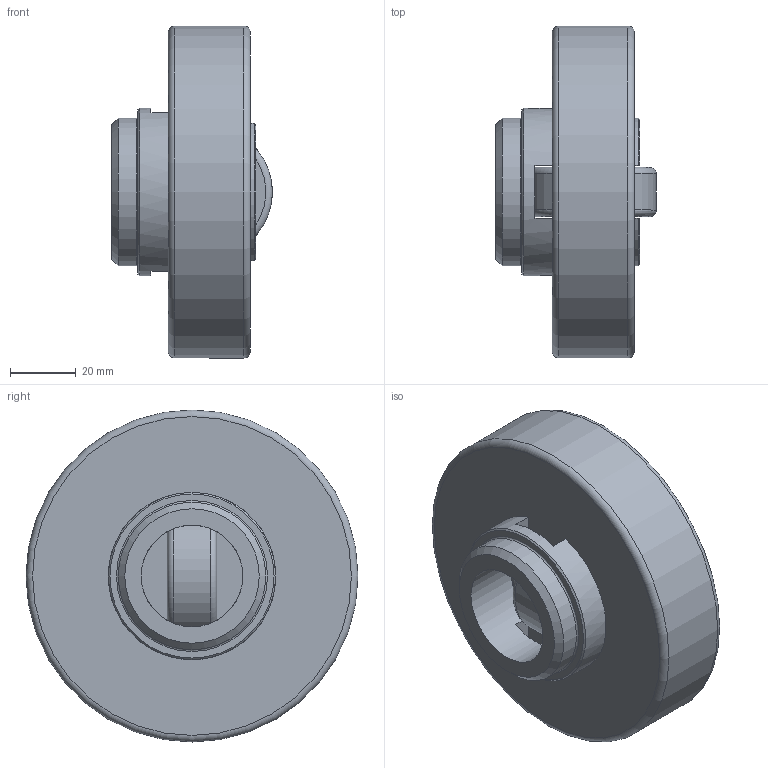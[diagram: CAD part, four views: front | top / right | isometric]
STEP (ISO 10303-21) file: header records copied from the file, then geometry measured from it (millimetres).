
FILE_DESCRIPTION(/* description */ ('-','CAx-IF Rec.Pracs.---Representation and Presentation of Product Manufacturing Information (PMI)---4.0---2014-10-13'),/* implementation_level */ '2;1');
FILE_NAME(/* name */ 'db1b0709-395a-48c9-a46d-4a777b3dc1e3.stp',/* time_stamp */ '2020-04-01T16:04:22+02:00',/* author */ ('-'),/* organization */ ('NTI CADcenter A/S'),/* preprocessor_version */ 'ST-DEVELOPER v18',/* originating_system */ 'Autodesk Inventor 2020',/* authorisation */ '-');
FILE_SCHEMA (('AP242_MANAGED_MODEL_BASED_3D_ENGINEERING_MIM_LF { 1 0 10303 442 1 1 4 }'));
Length unit declared in the file: millimetre
Products named in the file (1): AS 100.0200_Kontur
Bounding box: 49 x 101.2 x 101.2 mm (x, y, z)
Volume: 222927.6 mm3; surface area: 29121.7 mm2
Topology: 1 solids, 1 shells, 47 faces, 129 edges, 88 vertices
Faces by surface type: plane 22, cylinder 12, torus 7, cone 6
Full cylindrical faces by diameter (mm): 31 x1, 45 x1, 51 x1, 101.2 x1
Entity records: 1627 total; most frequent: CARTESIAN_POINT 353, DIRECTION 268, ORIENTED_EDGE 258, EDGE_CURVE 129, AXIS2_PLACEMENT_3D 107, VERTEX_POINT 88, CIRCLE 59, EDGE_LOOP 55
